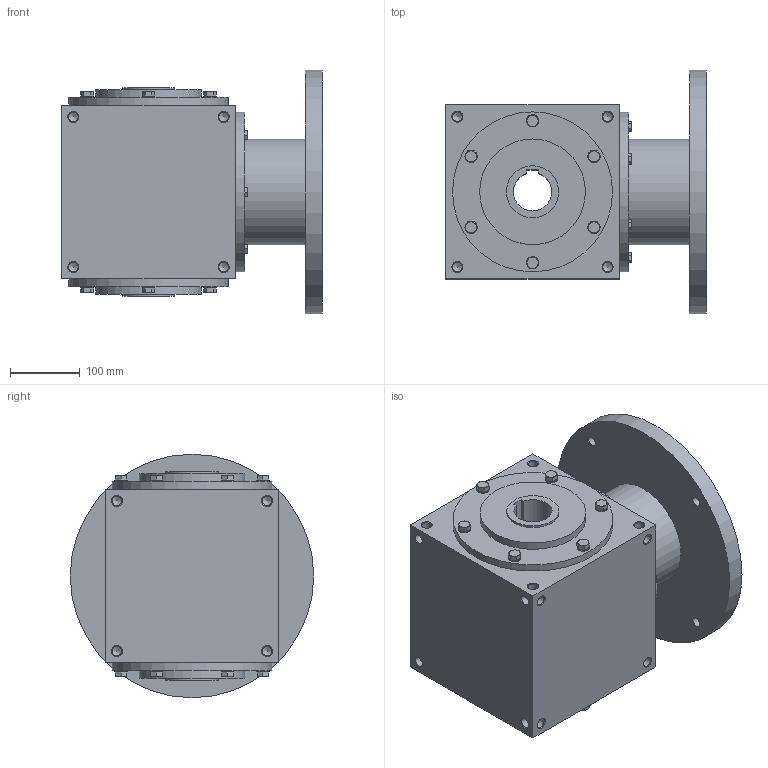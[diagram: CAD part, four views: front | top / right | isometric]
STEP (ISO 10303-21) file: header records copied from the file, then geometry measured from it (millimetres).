
FILE_DESCRIPTION( ( 'STEP AP214' ), '1' );
FILE_NAME( 'MRC250_MC2_R.1_1.5_160_B5.stp', '2018-08-13T13:58:27', ( '' ), ( '' ), ' ', 'PARTsolutions', ' ' );
FILE_SCHEMA( ( 'AUTOMOTIVE_DESIGN { 1 0 10303 214 1 1 1 1 }' ) );
Length unit declared in the file: millimetre
Products named in the file (5): MRC250_MC2_R.1/1.5_160/B5; _MRC25020-case; _MRX250_13-flange; _250-fl_screw; _RC_RR250-screw
Assembly tree (20 placements, depth 2):
  MRC250_MC2_R.1/1.5_160/B5
    _MRC25020-case
    _MRX250_13-flange
    _250-fl_screw  x6
    _RC_RR250-screw  x12
Bounding box: 375 x 350 x 350 mm (x, y, z)
Volume: 20118946.5 mm3; surface area: 844922.4 mm2
Topology: 20 solids, 20 shells, 558 faces, 1314 edges, 775 vertices
Faces by surface type: plane 315, cone 164, cylinder 79
Full cylindrical faces by diameter (mm): 13.835 x52, 17.5 x12, 56 x1, 75 x2, 152 x3, 230 x3, 250 x1, 350 x1
Entity records: 6878 total; most frequent: DIRECTION 978, CARTESIAN_POINT 966, ORIENTED_EDGE 678, AXIS2_PLACEMENT_3D 451, EDGE_CURVE 339, EDGE_LOOP 332, VERTEX_POINT 279, FACE_OUTER_BOUND 255
